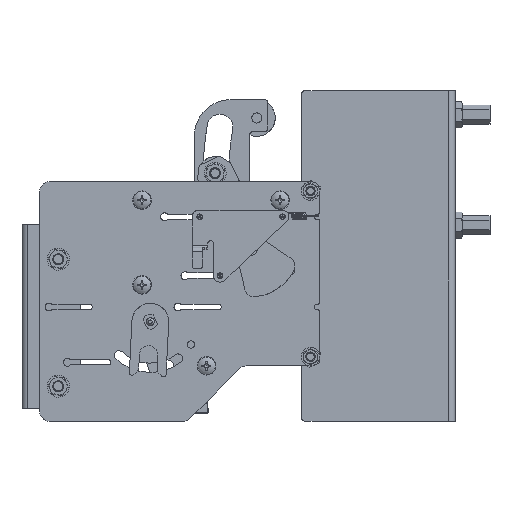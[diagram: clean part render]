
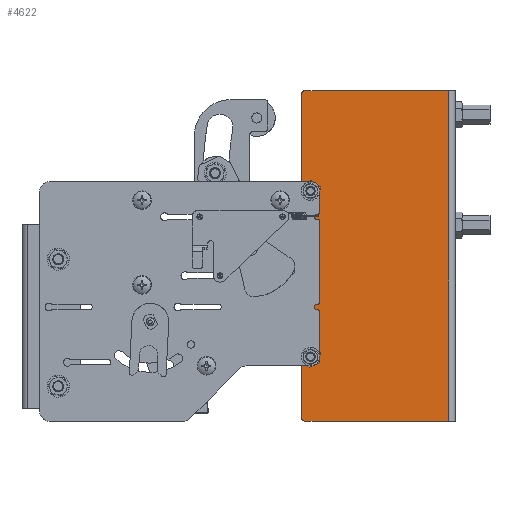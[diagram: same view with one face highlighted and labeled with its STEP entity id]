
A CAD part, top view. The second image highlights one B-rep face of the part: STEP entity #4622.
In plain terms, the highlighted planar face has unit normal (0, 0, 1).
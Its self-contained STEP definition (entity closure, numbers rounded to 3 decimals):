
#4622=ADVANCED_FACE('',(#6451),#5476,.T.);
#5476=PLANE('',#26861);
#6451=FACE_OUTER_BOUND('',#8329,.T.);
#8329=EDGE_LOOP('',(#15611,#15612,#15613,#15614,#15615,#15616,#15617,#15618,
#15619,#15620,#15621,#15622,#15623,#15624,#15625,#15626,#15627,#15628,#15629,
#15630));
#9831=CIRCLE('',#26859,2.);
#9832=CIRCLE('',#26860,2.);
#15611=ORIENTED_EDGE('',*,*,#21281,.F.);
#15612=ORIENTED_EDGE('',*,*,#21282,.F.);
#15613=ORIENTED_EDGE('',*,*,#21283,.F.);
#15614=ORIENTED_EDGE('',*,*,#21284,.F.);
#15615=ORIENTED_EDGE('',*,*,#21285,.F.);
#15616=ORIENTED_EDGE('',*,*,#21286,.F.);
#15617=ORIENTED_EDGE('',*,*,#21268,.F.);
#15618=ORIENTED_EDGE('',*,*,#21287,.T.);
#15619=ORIENTED_EDGE('',*,*,#21288,.T.);
#15620=ORIENTED_EDGE('',*,*,#21289,.F.);
#15621=ORIENTED_EDGE('',*,*,#21290,.F.);
#15622=ORIENTED_EDGE('',*,*,#21291,.T.);
#15623=ORIENTED_EDGE('',*,*,#21272,.F.);
#15624=ORIENTED_EDGE('',*,*,#21292,.F.);
#15625=ORIENTED_EDGE('',*,*,#21293,.F.);
#15626=ORIENTED_EDGE('',*,*,#21294,.F.);
#15627=ORIENTED_EDGE('',*,*,#21295,.F.);
#15628=ORIENTED_EDGE('',*,*,#21296,.F.);
#15629=ORIENTED_EDGE('',*,*,#21297,.F.);
#15630=ORIENTED_EDGE('',*,*,#21270,.F.);
#18217=VERTEX_POINT('',#48485);
#18218=VERTEX_POINT('',#48487);
#18219=VERTEX_POINT('',#48489);
#18220=VERTEX_POINT('',#48491);
#18221=VERTEX_POINT('',#48493);
#18222=VERTEX_POINT('',#48495);
#18227=VERTEX_POINT('',#48511);
#18228=VERTEX_POINT('',#48513);
#18229=VERTEX_POINT('',#48515);
#18230=VERTEX_POINT('',#48517);
#18231=VERTEX_POINT('',#48519);
#18232=VERTEX_POINT('',#48522);
#18233=VERTEX_POINT('',#48524);
#18234=VERTEX_POINT('',#48526);
#18235=VERTEX_POINT('',#48528);
#18236=VERTEX_POINT('',#48531);
#18237=VERTEX_POINT('',#48533);
#18238=VERTEX_POINT('',#48535);
#18239=VERTEX_POINT('',#48537);
#18240=VERTEX_POINT('',#48539);
#21268=EDGE_CURVE('',#18217,#18218,#22819,.T.);
#21270=EDGE_CURVE('',#18219,#18220,#22821,.T.);
#21272=EDGE_CURVE('',#18221,#18222,#22823,.T.);
#21281=EDGE_CURVE('',#18227,#18219,#22828,.T.);
#21282=EDGE_CURVE('',#18228,#18227,#22829,.T.);
#21283=EDGE_CURVE('',#18229,#18228,#22830,.T.);
#21284=EDGE_CURVE('',#18230,#18229,#22831,.T.);
#21285=EDGE_CURVE('',#18231,#18230,#22832,.T.);
#21286=EDGE_CURVE('',#18218,#18231,#22833,.T.);
#21287=EDGE_CURVE('',#18217,#18232,#9831,.T.);
#21288=EDGE_CURVE('',#18232,#18233,#22834,.T.);
#21289=EDGE_CURVE('',#18234,#18233,#22835,.T.);
#21290=EDGE_CURVE('',#18235,#18234,#22836,.T.);
#21291=EDGE_CURVE('',#18235,#18222,#9832,.T.);
#21292=EDGE_CURVE('',#18236,#18221,#22837,.T.);
#21293=EDGE_CURVE('',#18237,#18236,#22838,.T.);
#21294=EDGE_CURVE('',#18238,#18237,#22839,.T.);
#21295=EDGE_CURVE('',#18239,#18238,#22840,.T.);
#21296=EDGE_CURVE('',#18240,#18239,#22841,.T.);
#21297=EDGE_CURVE('',#18220,#18240,#22842,.T.);
#22819=LINE('',#48486,#24189);
#22821=LINE('',#48490,#24191);
#22823=LINE('',#48494,#24193);
#22828=LINE('',#48510,#24198);
#22829=LINE('',#48512,#24199);
#22830=LINE('',#48514,#24200);
#22831=LINE('',#48516,#24201);
#22832=LINE('',#48518,#24202);
#22833=LINE('',#48520,#24203);
#22834=LINE('',#48523,#24204);
#22835=LINE('',#48525,#24205);
#22836=LINE('',#48527,#24206);
#22837=LINE('',#48530,#24207);
#22838=LINE('',#48532,#24208);
#22839=LINE('',#48534,#24209);
#22840=LINE('',#48536,#24210);
#22841=LINE('',#48538,#24211);
#22842=LINE('',#48540,#24212);
#24189=VECTOR('',#33532,1.);
#24191=VECTOR('',#33534,1.);
#24193=VECTOR('',#33536,1.);
#24198=VECTOR('',#33553,1.);
#24199=VECTOR('',#33554,1.);
#24200=VECTOR('',#33555,1.);
#24201=VECTOR('',#33556,1.);
#24202=VECTOR('',#33557,1.);
#24203=VECTOR('',#33558,1.);
#24204=VECTOR('',#33561,1.);
#24205=VECTOR('',#33562,1.);
#24206=VECTOR('',#33563,1.);
#24207=VECTOR('',#33566,1.);
#24208=VECTOR('',#33567,1.);
#24209=VECTOR('',#33568,1.);
#24210=VECTOR('',#33569,1.);
#24211=VECTOR('',#33570,1.);
#24212=VECTOR('',#33571,1.);
#26859=AXIS2_PLACEMENT_3D('',#48521,#33559,#33560);
#26860=AXIS2_PLACEMENT_3D('',#48529,#33564,#33565);
#26861=AXIS2_PLACEMENT_3D('',#48541,#33572,#33573);
#33532=DIRECTION('',(0.,1.,0.));
#33534=DIRECTION('',(0.,1.,0.));
#33536=DIRECTION('',(0.,1.,0.));
#33553=DIRECTION('',(-0.13,-0.991,0.));
#33554=DIRECTION('',(-0.924,-0.383,0.));
#33555=DIRECTION('',(-0.794,0.608,0.));
#33556=DIRECTION('',(0.13,0.991,0.));
#33557=DIRECTION('',(0.924,0.383,0.));
#33558=DIRECTION('',(0.794,-0.608,0.));
#33559=DIRECTION('',(0.,0.,1.));
#33560=DIRECTION('',(0.,-1.,0.));
#33561=DIRECTION('',(1.,0.,0.));
#33562=DIRECTION('',(0.,-1.,0.));
#33563=DIRECTION('',(1.,0.,0.));
#33564=DIRECTION('',(0.,0.,1.));
#33565=DIRECTION('',(0.,-1.,0.));
#33566=DIRECTION('',(-0.13,-0.991,0.));
#33567=DIRECTION('',(-0.924,-0.383,0.));
#33568=DIRECTION('',(-0.794,0.608,0.));
#33569=DIRECTION('',(0.13,0.991,0.));
#33570=DIRECTION('',(0.924,0.383,0.));
#33571=DIRECTION('',(0.794,-0.608,0.));
#33572=DIRECTION('',(0.,0.,1.));
#33573=DIRECTION('',(0.,-1.,0.));
#48485=CARTESIAN_POINT('',(27.7,-92.,-13.3));
#48486=CARTESIAN_POINT('',(27.7,-14.5,-13.3));
#48487=CARTESIAN_POINT('',(27.7,-61.467,-13.3));
#48489=CARTESIAN_POINT('',(27.7,-58.673,-13.3));
#48490=CARTESIAN_POINT('',(27.7,-14.5,-13.3));
#48491=CARTESIAN_POINT('',(27.7,28.533,-13.3));
#48493=CARTESIAN_POINT('',(27.7,31.327,-13.3));
#48494=CARTESIAN_POINT('',(27.7,-14.5,-13.3));
#48495=CARTESIAN_POINT('',(27.7,83.5,-13.3));
#48510=CARTESIAN_POINT('',(28.118,-55.487,-13.3));
#48511=CARTESIAN_POINT('',(28.118,-55.487,-13.3));
#48512=CARTESIAN_POINT('',(33.451,-53.276,-13.3));
#48513=CARTESIAN_POINT('',(33.451,-53.276,-13.3));
#48514=CARTESIAN_POINT('',(38.033,-56.788,-13.3));
#48515=CARTESIAN_POINT('',(38.033,-56.788,-13.3));
#48516=CARTESIAN_POINT('',(37.282,-62.513,-13.3));
#48517=CARTESIAN_POINT('',(37.282,-62.513,-13.3));
#48518=CARTESIAN_POINT('',(31.949,-64.724,-13.3));
#48519=CARTESIAN_POINT('',(31.949,-64.724,-13.3));
#48520=CARTESIAN_POINT('',(27.367,-61.212,-13.3));
#48521=CARTESIAN_POINT('',(29.7,-92.,-13.3));
#48522=CARTESIAN_POINT('',(29.7,-94.,-13.3));
#48523=CARTESIAN_POINT('',(67.7,-94.,-13.3));
#48524=CARTESIAN_POINT('',(107.7,-94.,-13.3));
#48525=CARTESIAN_POINT('',(107.7,-14.5,-13.3));
#48526=CARTESIAN_POINT('',(107.7,85.5,-13.3));
#48527=CARTESIAN_POINT('',(67.7,85.5,-13.3));
#48528=CARTESIAN_POINT('',(29.7,85.5,-13.3));
#48529=CARTESIAN_POINT('',(29.7,83.5,-13.3));
#48530=CARTESIAN_POINT('',(28.118,34.513,-13.3));
#48531=CARTESIAN_POINT('',(28.118,34.513,-13.3));
#48532=CARTESIAN_POINT('',(33.451,36.724,-13.3));
#48533=CARTESIAN_POINT('',(33.451,36.724,-13.3));
#48534=CARTESIAN_POINT('',(38.033,33.212,-13.3));
#48535=CARTESIAN_POINT('',(38.033,33.212,-13.3));
#48536=CARTESIAN_POINT('',(37.282,27.487,-13.3));
#48537=CARTESIAN_POINT('',(37.282,27.487,-13.3));
#48538=CARTESIAN_POINT('',(31.949,25.276,-13.3));
#48539=CARTESIAN_POINT('',(31.949,25.276,-13.3));
#48540=CARTESIAN_POINT('',(27.367,28.788,-13.3));
#48541=CARTESIAN_POINT('',(67.7,-14.5,-13.3));
